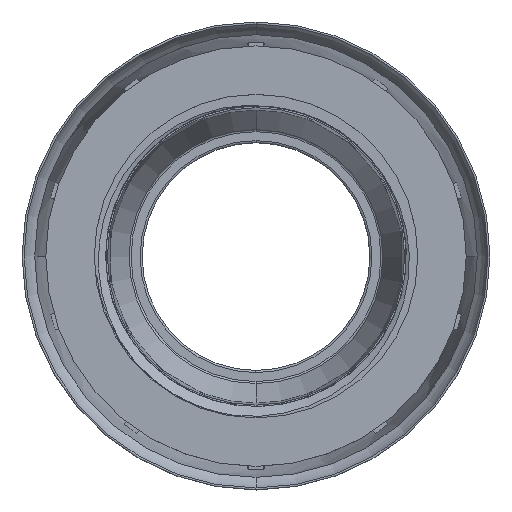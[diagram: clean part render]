
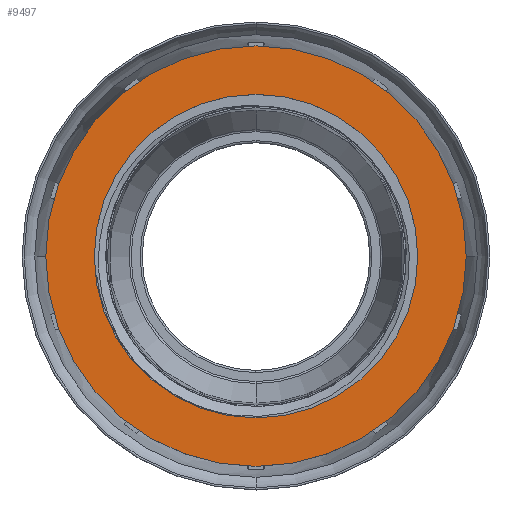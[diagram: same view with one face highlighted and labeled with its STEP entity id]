
A CAD part, top view. The second image highlights one B-rep face of the part: STEP entity #9497.
In plain terms, the highlighted face is planar.
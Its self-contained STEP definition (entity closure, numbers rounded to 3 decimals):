
#9392=CARTESIAN_POINT('',(0.,1.6,0.));
#9393=DIRECTION('',(0.,1.,0.));
#9394=DIRECTION('',(1.,0.,0.));
#9395=AXIS2_PLACEMENT_3D('',#9392,#9393,#9394);
#9397=CARTESIAN_POINT('',(0.,1.6,0.));
#9398=DIRECTION('',(0.,1.,0.));
#9399=DIRECTION('',(-1.,0.,0.));
#9400=AXIS2_PLACEMENT_3D('',#9397,#9398,#9399);
#9402=CARTESIAN_POINT('',(0.,1.6,0.));
#9403=DIRECTION('',(0.,-1.,0.));
#9404=DIRECTION('',(1.,0.,0.));
#9405=AXIS2_PLACEMENT_3D('',#9402,#9403,#9404);
#9407=CARTESIAN_POINT('',(0.,1.6,0.));
#9408=DIRECTION('',(0.,-1.,0.));
#9409=DIRECTION('',(-1.,0.,0.));
#9410=AXIS2_PLACEMENT_3D('',#9407,#9408,#9409);
#9428=CARTESIAN_POINT('',(19.95,1.6,0.));
#9429=CARTESIAN_POINT('',(-19.95,1.6,0.));
#9430=VERTEX_POINT('',#9428);
#9431=VERTEX_POINT('',#9429);
#9432=CARTESIAN_POINT('',(15.35,1.6,0.));
#9433=CARTESIAN_POINT('',(-15.35,1.6,0.));
#9434=VERTEX_POINT('',#9432);
#9435=VERTEX_POINT('',#9433);
#9482=CARTESIAN_POINT('',(0.,1.6,0.));
#9483=DIRECTION('',(0.,1.,0.));
#9484=DIRECTION('',(1.,0.,0.));
#9485=AXIS2_PLACEMENT_3D('',#9482,#9483,#9484);
#9486=PLANE('',#9485);
#9487=ORIENTED_EDGE('',*,*,#9462,.F.);
#9488=ORIENTED_EDGE('',*,*,#9476,.F.);
#9489=EDGE_LOOP('',(#9487,#9488));
#9490=FACE_OUTER_BOUND('',#9489,.F.);
#9492=ORIENTED_EDGE('',*,*,#9491,.F.);
#9494=ORIENTED_EDGE('',*,*,#9493,.F.);
#9495=EDGE_LOOP('',(#9492,#9494));
#9496=FACE_BOUND('',#9495,.F.);
#9497=ADVANCED_FACE('',(#9490,#9496),#9486,.T.);
#9396=CIRCLE('',#9395,19.95);
#9401=CIRCLE('',#9400,19.95);
#9406=CIRCLE('',#9405,15.35);
#9411=CIRCLE('',#9410,15.35);
#9462=EDGE_CURVE('',#9430,#9431,#9396,.T.);
#9476=EDGE_CURVE('',#9431,#9430,#9401,.T.);
#9491=EDGE_CURVE('',#9434,#9435,#9406,.T.);
#9493=EDGE_CURVE('',#9435,#9434,#9411,.T.);
